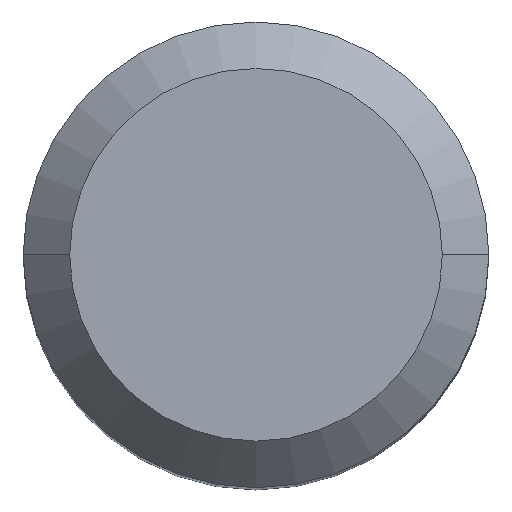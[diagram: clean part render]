
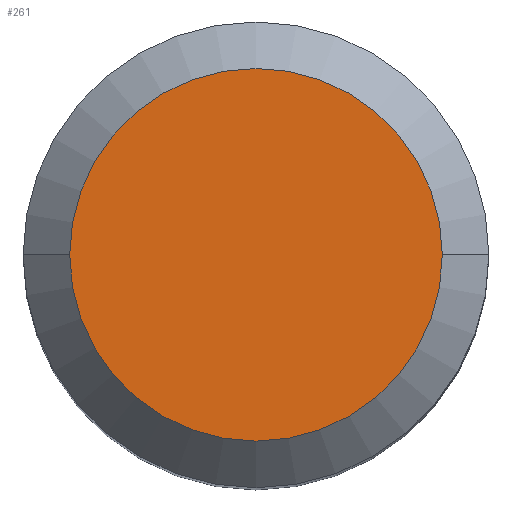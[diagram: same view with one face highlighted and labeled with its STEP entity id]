
A CAD part, top view. The second image highlights one B-rep face of the part: STEP entity #261.
In plain terms, the highlighted planar face has unit normal (0, 0, 1).
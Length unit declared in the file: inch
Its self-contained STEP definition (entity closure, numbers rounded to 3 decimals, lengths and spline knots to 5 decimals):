
#11 = EDGE_CURVE ( 'NONE', #28, #467, #494, .T. ) ;
#28 = VERTEX_POINT ( 'NONE', #153 ) ;
#89 = DIRECTION ( 'NONE',  ( 0., 0., 1. ) ) ;
#115 = DIRECTION ( 'NONE',  ( 0., 0., 1. ) ) ;
#136 = FACE_OUTER_BOUND ( 'NONE', #222, .T. ) ;
#146 = DIRECTION ( 'NONE',  ( 1., 0., 0. ) ) ;
#149 = ORIENTED_EDGE ( 'NONE', *, *, #11, .T. ) ;
#153 = CARTESIAN_POINT ( 'NONE',  ( -0.18896, 0., 0. ) ) ;
#155 = AXIS2_PLACEMENT_3D ( 'NONE', #167, #329, #331 ) ;
#167 = CARTESIAN_POINT ( 'NONE',  ( 0., 0., 0. ) ) ;
#170 = PLANE ( 'NONE',  #155 ) ;
#222 = EDGE_LOOP ( 'NONE', ( #149, #479 ) ) ;
#261 = ADVANCED_FACE ( 'NONE', ( #136 ), #170, .F. ) ;
#273 = EDGE_CURVE ( 'NONE', #467, #28, #400, .T. ) ;
#287 = CARTESIAN_POINT ( 'NONE',  ( 0.18896, 0., 0. ) ) ;
#329 = DIRECTION ( 'NONE',  ( 0., 0., -1. ) ) ;
#331 = DIRECTION ( 'NONE',  ( -1., 0., 0. ) ) ;
#385 = CARTESIAN_POINT ( 'NONE',  ( 0., 0., 0. ) ) ;
#400 = CIRCLE ( 'NONE', #489, 0.18896 ) ;
#403 = DIRECTION ( 'NONE',  ( 1., 0., 0. ) ) ;
#416 = CARTESIAN_POINT ( 'NONE',  ( 0., 0., 0. ) ) ;
#460 = AXIS2_PLACEMENT_3D ( 'NONE', #385, #115, #146 ) ;
#467 = VERTEX_POINT ( 'NONE', #287 ) ;
#479 = ORIENTED_EDGE ( 'NONE', *, *, #273, .T. ) ;
#489 = AXIS2_PLACEMENT_3D ( 'NONE', #416, #89, #403 ) ;
#494 = CIRCLE ( 'NONE', #460, 0.18896 ) ;
